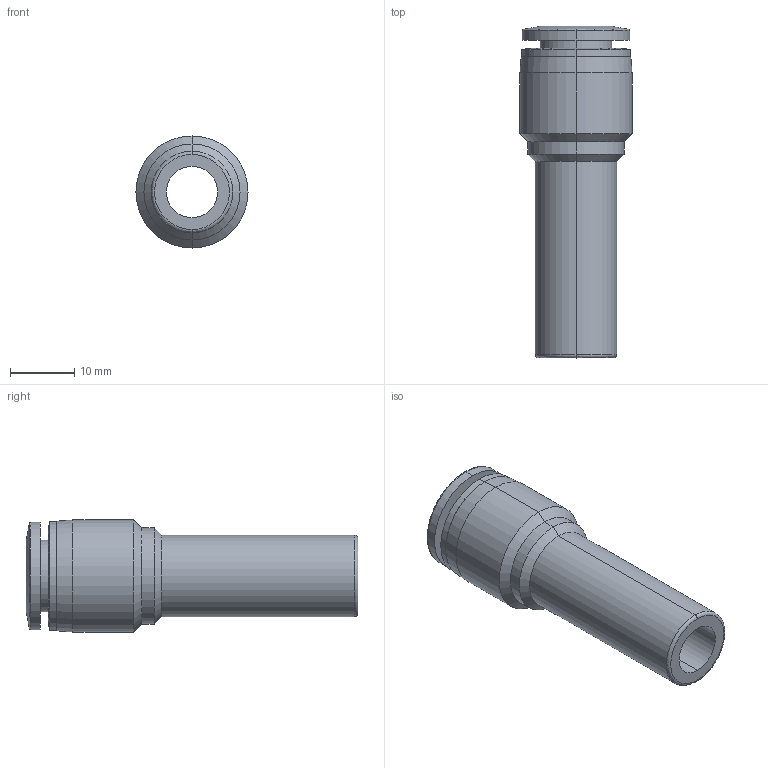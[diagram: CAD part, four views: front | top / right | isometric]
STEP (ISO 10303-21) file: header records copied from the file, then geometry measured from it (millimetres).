
FILE_DESCRIPTION (( 'STEP AP214' ), '1' );
FILE_NAME ('PR12-38.step', '2016-02-24T20:47:19', ( '' ), ( '' ), 'SwSTEP 2.0', 'SolidWorks 2015', '' );
FILE_SCHEMA (( 'AUTOMOTIVE_DESIGN' ));
Length unit declared in the file: inch
Products named in the file (1): PR12-38
Bounding box: 17.5 x 51.8 x 17.5 mm (x, y, z)
Volume: 5286.8 mm3; surface area: 4229.5 mm2
Topology: 1 solids, 1 shells, 39 faces, 78 edges, 44 vertices
Faces by surface type: cylinder 16, cone 12, bspline 6, plane 5
Entity records: 1625 total; most frequent: CARTESIAN_POINT 258, DIRECTION 192, ORIENTED_EDGE 156, AXIS2_PLACEMENT_3D 82, EDGE_CURVE 78, CIRCLE 48, EDGE_LOOP 44, VERTEX_POINT 44
